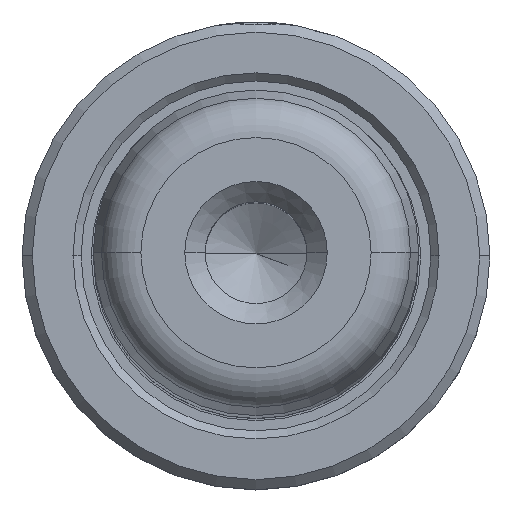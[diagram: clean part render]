
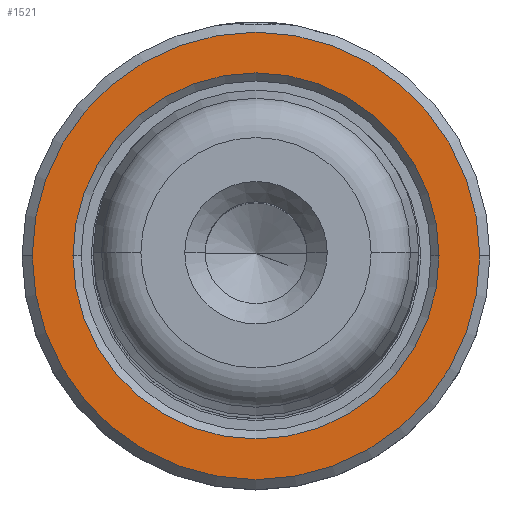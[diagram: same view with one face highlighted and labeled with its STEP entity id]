
A CAD part, top view. The second image highlights one B-rep face of the part: STEP entity #1521.
In plain terms, the highlighted planar face has unit normal (0, 0, 1).
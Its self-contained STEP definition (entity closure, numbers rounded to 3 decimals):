
#105 = CARTESIAN_POINT ( 'NONE',  ( -9., 0., 80. ) ) ;
#231 = DIRECTION ( 'NONE',  ( -1., 0., 0. ) ) ;
#234 = DIRECTION ( 'NONE',  ( 0., 0., -1. ) ) ;
#238 = CARTESIAN_POINT ( 'NONE',  ( 0., 0., 80. ) ) ;
#515 = EDGE_CURVE ( 'NONE', #1835, #586, #2365, .T. ) ;
#586 = VERTEX_POINT ( 'NONE', #105 ) ;
#622 = CIRCLE ( 'NONE', #1341, 11. ) ;
#668 = AXIS2_PLACEMENT_3D ( 'NONE', #1336, #1261, #1254 ) ;
#793 = CARTESIAN_POINT ( 'NONE',  ( 9., 0., 80. ) ) ;
#819 = CARTESIAN_POINT ( 'NONE',  ( 11., 0., 80. ) ) ;
#832 = CARTESIAN_POINT ( 'NONE',  ( -11., 0., 80. ) ) ;
#838 = DIRECTION ( 'NONE',  ( -1., 0., 0. ) ) ;
#842 = DIRECTION ( 'NONE',  ( 0., 0., -1. ) ) ;
#853 = CARTESIAN_POINT ( 'NONE',  ( 8., 0., 80. ) ) ;
#865 = PLANE ( 'NONE',  #1682 ) ;
#1041 = EDGE_CURVE ( 'NONE', #1592, #1584, #622, .T. ) ;
#1045 = FACE_OUTER_BOUND ( 'NONE', #1876, .T. ) ;
#1095 = DIRECTION ( 'NONE',  ( -1., 0., 0. ) ) ;
#1098 = DIRECTION ( 'NONE',  ( 0., 0., 1. ) ) ;
#1101 = CARTESIAN_POINT ( 'NONE',  ( 0., 0., 80. ) ) ;
#1254 = DIRECTION ( 'NONE',  ( -1., 0., 0. ) ) ;
#1261 = DIRECTION ( 'NONE',  ( 0., 0., -1. ) ) ;
#1298 = ORIENTED_EDGE ( 'NONE', *, *, #1041, .T. ) ;
#1336 = CARTESIAN_POINT ( 'NONE',  ( 0., 0., 80. ) ) ;
#1341 = AXIS2_PLACEMENT_3D ( 'NONE', #2084, #2081, #2078 ) ;
#1412 = EDGE_CURVE ( 'NONE', #1584, #1592, #2240, .T. ) ;
#1479 = FACE_BOUND ( 'NONE', #2217, .T. ) ;
#1483 = ORIENTED_EDGE ( 'NONE', *, *, #1412, .T. ) ;
#1517 = AXIS2_PLACEMENT_3D ( 'NONE', #238, #234, #231 ) ;
#1521 = ADVANCED_FACE ( 'NONE', ( #1045, #1479 ), #865, .F. ) ;
#1538 = ORIENTED_EDGE ( 'NONE', *, *, #2158, .T. ) ;
#1584 = VERTEX_POINT ( 'NONE', #819 ) ;
#1592 = VERTEX_POINT ( 'NONE', #832 ) ;
#1657 = ORIENTED_EDGE ( 'NONE', *, *, #515, .T. ) ;
#1682 = AXIS2_PLACEMENT_3D ( 'NONE', #853, #842, #838 ) ;
#1835 = VERTEX_POINT ( 'NONE', #793 ) ;
#1876 = EDGE_LOOP ( 'NONE', ( #1298, #1483 ) ) ;
#1881 = AXIS2_PLACEMENT_3D ( 'NONE', #1101, #1098, #1095 ) ;
#2078 = DIRECTION ( 'NONE',  ( -1., 0., 0. ) ) ;
#2081 = DIRECTION ( 'NONE',  ( 0., 0., 1. ) ) ;
#2084 = CARTESIAN_POINT ( 'NONE',  ( 0., 0., 80. ) ) ;
#2158 = EDGE_CURVE ( 'NONE', #586, #1835, #2209, .T. ) ;
#2209 = CIRCLE ( 'NONE', #668, 9. ) ;
#2217 = EDGE_LOOP ( 'NONE', ( #1657, #1538 ) ) ;
#2240 = CIRCLE ( 'NONE', #1881, 11. ) ;
#2365 = CIRCLE ( 'NONE', #1517, 9. ) ;
